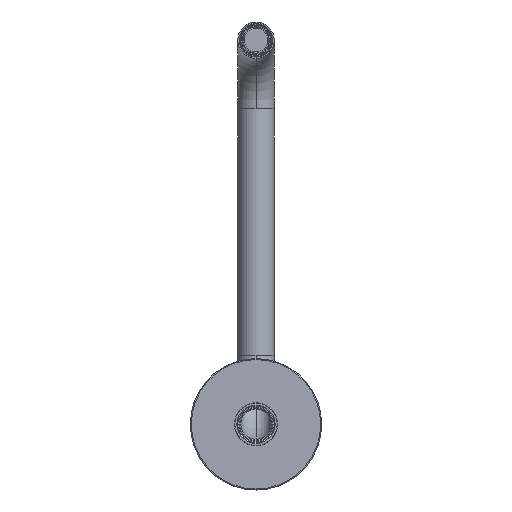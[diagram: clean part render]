
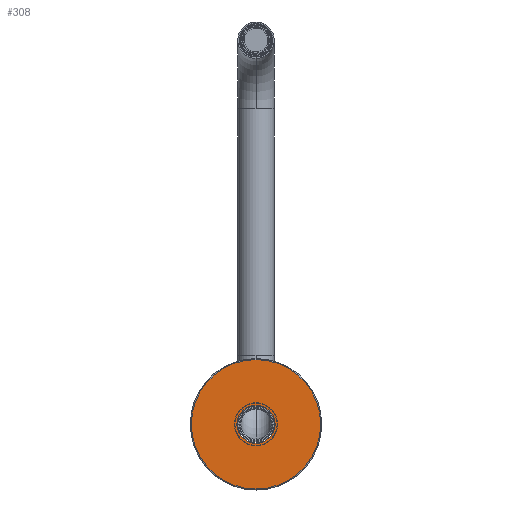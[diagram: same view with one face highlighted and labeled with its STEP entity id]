
A CAD part, front view. The second image highlights one B-rep face of the part: STEP entity #308.
In plain terms, the highlighted face is planar.
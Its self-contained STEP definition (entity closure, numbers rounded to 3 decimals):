
#296 = PLANE ( 'NONE',  #373 ) ;
#298 = AXIS2_PLACEMENT_3D ( 'NONE', #1897, #705, #2226 ) ;
#308 = ADVANCED_FACE ( 'NONE', ( #2967, #2678 ), #296, .T. ) ;
#350 = CARTESIAN_POINT ( 'NONE',  ( -9.25, 0., 8. ) ) ;
#373 = AXIS2_PLACEMENT_3D ( 'NONE', #2402, #935, #3587 ) ;
#427 = CIRCLE ( 'NONE', #2615, 9.25 ) ;
#449 = EDGE_CURVE ( 'NONE', #784, #2231, #3298, .T. ) ;
#508 = EDGE_CURVE ( 'NONE', #2231, #784, #427, .T. ) ;
#531 = DIRECTION ( 'NONE',  ( 0., 0., 1. ) ) ;
#629 = EDGE_CURVE ( 'NONE', #3652, #2610, #3729, .T. ) ;
#684 = AXIS2_PLACEMENT_3D ( 'NONE', #3390, #3643, #3093 ) ;
#705 = DIRECTION ( 'NONE',  ( 0., 0., 1. ) ) ;
#744 = EDGE_LOOP ( 'NONE', ( #2876, #1977 ) ) ;
#750 = AXIS2_PLACEMENT_3D ( 'NONE', #3524, #2675, #1511 ) ;
#784 = VERTEX_POINT ( 'NONE', #350 ) ;
#802 = DIRECTION ( 'NONE',  ( 1., 0., 0. ) ) ;
#935 = DIRECTION ( 'NONE',  ( 0., 0., 1. ) ) ;
#1226 = ORIENTED_EDGE ( 'NONE', *, *, #508, .F. ) ;
#1484 = CARTESIAN_POINT ( 'NONE',  ( 9.25, 0., 8. ) ) ;
#1511 = DIRECTION ( 'NONE',  ( 1., 0., 0. ) ) ;
#1897 = CARTESIAN_POINT ( 'NONE',  ( 0., 0., 8. ) ) ;
#1977 = ORIENTED_EDGE ( 'NONE', *, *, #629, .T. ) ;
#2226 = DIRECTION ( 'NONE',  ( 1., 0., 0. ) ) ;
#2231 = VERTEX_POINT ( 'NONE', #1484 ) ;
#2402 = CARTESIAN_POINT ( 'NONE',  ( 0., 0., 8. ) ) ;
#2561 = EDGE_LOOP ( 'NONE', ( #3086, #1226 ) ) ;
#2610 = VERTEX_POINT ( 'NONE', #3816 ) ;
#2615 = AXIS2_PLACEMENT_3D ( 'NONE', #3175, #531, #802 ) ;
#2675 = DIRECTION ( 'NONE',  ( 0., 0., 1. ) ) ;
#2678 = FACE_OUTER_BOUND ( 'NONE', #744, .T. ) ;
#2876 = ORIENTED_EDGE ( 'NONE', *, *, #3530, .T. ) ;
#2967 = FACE_BOUND ( 'NONE', #2561, .T. ) ;
#3086 = ORIENTED_EDGE ( 'NONE', *, *, #449, .F. ) ;
#3093 = DIRECTION ( 'NONE',  ( 1., 0., 0. ) ) ;
#3175 = CARTESIAN_POINT ( 'NONE',  ( 0., 0., 8. ) ) ;
#3298 = CIRCLE ( 'NONE', #684, 9.25 ) ;
#3390 = CARTESIAN_POINT ( 'NONE',  ( 0., 0., 8. ) ) ;
#3524 = CARTESIAN_POINT ( 'NONE',  ( 0., 0., 8. ) ) ;
#3530 = EDGE_CURVE ( 'NONE', #2610, #3652, #3654, .T. ) ;
#3587 = DIRECTION ( 'NONE',  ( 1., 0., 0. ) ) ;
#3590 = CARTESIAN_POINT ( 'NONE',  ( -32., 0., 8. ) ) ;
#3643 = DIRECTION ( 'NONE',  ( 0., 0., 1. ) ) ;
#3652 = VERTEX_POINT ( 'NONE', #3590 ) ;
#3654 = CIRCLE ( 'NONE', #298, 32. ) ;
#3729 = CIRCLE ( 'NONE', #750, 32. ) ;
#3816 = CARTESIAN_POINT ( 'NONE',  ( 32., 0., 8. ) ) ;
